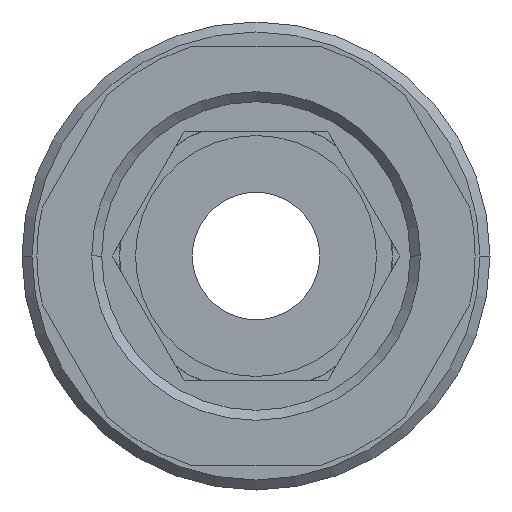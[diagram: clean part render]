
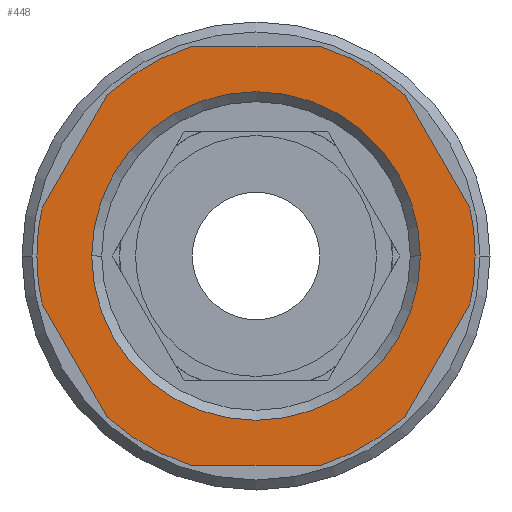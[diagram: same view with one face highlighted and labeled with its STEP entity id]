
A CAD part, front view. The second image highlights one B-rep face of the part: STEP entity #448.
In plain terms, the highlighted planar face has unit normal (0, -1, 0).
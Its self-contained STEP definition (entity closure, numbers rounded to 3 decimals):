
#448=ADVANCED_FACE('',(#931,#932),#933,.T.);
#931=FACE_BOUND('',#1432,.T.);
#932=FACE_OUTER_BOUND('',#1433,.T.);
#933=PLANE('',#1434);
#1432=EDGE_LOOP('',(#2604,#2605));
#1433=EDGE_LOOP('',(#2606,#2607,#2608,#2609,#2610,#2611,#2612,#2613,#2614,#2615,#2616,#2617,#2618,#2619));
#1434=AXIS2_PLACEMENT_3D('',#2620,#2621,#2622);
#2604=ORIENTED_EDGE('',*,*,#3278,.T.);
#2605=ORIENTED_EDGE('',*,*,#3126,.T.);
#2606=ORIENTED_EDGE('',*,*,#3019,.T.);
#2607=ORIENTED_EDGE('',*,*,#2854,.F.);
#2608=ORIENTED_EDGE('',*,*,#3154,.T.);
#2609=ORIENTED_EDGE('',*,*,#3279,.F.);
#2610=ORIENTED_EDGE('',*,*,#2977,.T.);
#2611=ORIENTED_EDGE('',*,*,#3157,.F.);
#2612=ORIENTED_EDGE('',*,*,#2984,.F.);
#2613=ORIENTED_EDGE('',*,*,#3191,.T.);
#2614=ORIENTED_EDGE('',*,*,#3109,.F.);
#2615=ORIENTED_EDGE('',*,*,#3230,.T.);
#2616=ORIENTED_EDGE('',*,*,#3234,.F.);
#2617=ORIENTED_EDGE('',*,*,#3102,.T.);
#2618=ORIENTED_EDGE('',*,*,#3249,.F.);
#2619=ORIENTED_EDGE('',*,*,#3280,.F.);
#2620=CARTESIAN_POINT('',(5.5,0.0,0.0));
#2621=DIRECTION('',(-0.0,-1.0,-0.0));
#2622=DIRECTION('',(-1.0,0.0,0.0));
#2854=EDGE_CURVE('',#3378,#3373,#3380,.T.);
#2977=EDGE_CURVE('',#3586,#3583,#3587,.T.);
#2984=EDGE_CURVE('',#3597,#3592,#3599,.T.);
#3019=EDGE_CURVE('',#3652,#3373,#3653,.T.);
#3102=EDGE_CURVE('',#3760,#3757,#3761,.T.);
#3109=EDGE_CURVE('',#3771,#3766,#3773,.T.);
#3126=EDGE_CURVE('',#3790,#3792,#3794,.T.);
#3154=EDGE_CURVE('',#3378,#3824,#3827,.T.);
#3157=EDGE_CURVE('',#3592,#3583,#3830,.T.);
#3191=EDGE_CURVE('',#3597,#3766,#3869,.T.);
#3230=EDGE_CURVE('',#3771,#3915,#3918,.T.);
#3234=EDGE_CURVE('',#3760,#3915,#3922,.T.);
#3249=EDGE_CURVE('',#3941,#3757,#3943,.T.);
#3278=EDGE_CURVE('',#3792,#3790,#3972,.T.);
#3279=EDGE_CURVE('',#3586,#3824,#3973,.T.);
#3280=EDGE_CURVE('',#3652,#3941,#3974,.T.);
#3373=VERTEX_POINT('',#4125);
#3378=VERTEX_POINT('',#4131);
#3380=CIRCLE('',#4134,11.0);
#3583=VERTEX_POINT('',#4419);
#3586=VERTEX_POINT('',#4423);
#3587=LINE('',#4424,#4425);
#3592=VERTEX_POINT('',#4432);
#3597=VERTEX_POINT('',#4438);
#3599=CIRCLE('',#4441,11.0);
#3652=VERTEX_POINT('',#4542);
#3653=LINE('',#4543,#4544);
#3757=VERTEX_POINT('',#4711);
#3760=VERTEX_POINT('',#4715);
#3761=LINE('',#4716,#4717);
#3766=VERTEX_POINT('',#4724);
#3771=VERTEX_POINT('',#4730);
#3773=CIRCLE('',#4733,11.0);
#3790=VERTEX_POINT('',#4754);
#3792=VERTEX_POINT('',#4757);
#3794=CIRCLE('',#4760,8.25);
#3824=VERTEX_POINT('',#4831);
#3827=LINE('',#4835,#4836);
#3830=CIRCLE('',#4840,11.0);
#3869=LINE('',#4930,#4931);
#3915=VERTEX_POINT('',#4988);
#3918=LINE('',#4992,#4993);
#3922=CIRCLE('',#4998,11.0);
#3941=VERTEX_POINT('',#5030);
#3943=CIRCLE('',#5033,11.0);
#3972=CIRCLE('',#5076,8.25);
#3973=CIRCLE('',#5077,11.0);
#3974=CIRCLE('',#5078,11.0);
#4125=CARTESIAN_POINT('',(-7.454,0.0,-8.089));
#4131=CARTESIAN_POINT('',(-3.279,0.0,-10.5));
#4134=AXIS2_PLACEMENT_3D('',#5167,#5168,#5169);
#4419=CARTESIAN_POINT('',(10.733,0.0,-2.411));
#4423=CARTESIAN_POINT('',(7.454,0.0,-8.089));
#4424=CARTESIAN_POINT('',(9.781,0.0,-4.059));
#4425=VECTOR('',#5390,1.0);
#4432=CARTESIAN_POINT('',(11.0,0.0,0.));
#4438=CARTESIAN_POINT('',(10.733,0.0,2.411));
#4441=AXIS2_PLACEMENT_3D('',#5398,#5399,#5400);
#4542=CARTESIAN_POINT('',(-10.733,0.0,-2.411));
#4543=CARTESIAN_POINT('',(-8.406,0.0,-6.441));
#4544=VECTOR('',#5440,1.0);
#4711=CARTESIAN_POINT('',(-10.733,0.0,2.411));
#4715=CARTESIAN_POINT('',(-7.454,0.0,8.089));
#4716=CARTESIAN_POINT('',(-8.406,0.0,6.441));
#4717=VECTOR('',#5547,1.0);
#4724=CARTESIAN_POINT('',(7.454,0.0,8.089));
#4730=CARTESIAN_POINT('',(3.279,0.0,10.5));
#4733=AXIS2_PLACEMENT_3D('',#5555,#5556,#5557);
#4754=CARTESIAN_POINT('',(8.25,0.0,0.));
#4757=CARTESIAN_POINT('',(-8.25,0.0,0.));
#4760=AXIS2_PLACEMENT_3D('',#5576,#5577,#5578);
#4831=CARTESIAN_POINT('',(3.279,0.0,-10.5));
#4835=CARTESIAN_POINT('',(2.75,0.0,-10.5));
#4836=VECTOR('',#5600,1.0);
#4840=AXIS2_PLACEMENT_3D('',#5602,#5603,#5604);
#4930=CARTESIAN_POINT('',(9.781,0.0,4.059));
#4931=VECTOR('',#5639,1.0);
#4988=CARTESIAN_POINT('',(-3.279,0.0,10.5));
#4992=CARTESIAN_POINT('',(2.75,0.0,10.5));
#4993=VECTOR('',#5685,1.0);
#4998=AXIS2_PLACEMENT_3D('',#5690,#5691,#5692);
#5030=CARTESIAN_POINT('',(-11.0,0.0,0.));
#5033=AXIS2_PLACEMENT_3D('',#5711,#5712,#5713);
#5076=AXIS2_PLACEMENT_3D('',#5738,#5739,#5740);
#5077=AXIS2_PLACEMENT_3D('',#5741,#5742,#5743);
#5078=AXIS2_PLACEMENT_3D('',#5744,#5745,#5746);
#5167=CARTESIAN_POINT('',(0.0,0.0,0.0));
#5168=DIRECTION('',(-0.0,1.0,0.0));
#5169=DIRECTION('',(1.0,0.0,0.0));
#5390=DIRECTION('',(0.5,-0.0,0.866));
#5398=CARTESIAN_POINT('',(0.0,0.0,0.0));
#5399=DIRECTION('',(-0.0,1.0,0.0));
#5400=DIRECTION('',(1.0,0.0,0.0));
#5440=DIRECTION('',(0.5,0.0,-0.866));
#5547=DIRECTION('',(-0.5,0.0,-0.866));
#5555=CARTESIAN_POINT('',(0.0,0.0,0.0));
#5556=DIRECTION('',(-0.0,1.0,0.0));
#5557=DIRECTION('',(1.0,0.0,0.0));
#5576=CARTESIAN_POINT('',(0.0,0.0,0.0));
#5577=DIRECTION('',(-0.0,1.0,0.0));
#5578=DIRECTION('',(1.0,0.0,0.0));
#5600=DIRECTION('',(1.0,-0.0,0.0));
#5602=CARTESIAN_POINT('',(0.0,0.0,0.0));
#5603=DIRECTION('',(-0.0,1.0,0.0));
#5604=DIRECTION('',(1.0,0.0,0.0));
#5639=DIRECTION('',(-0.5,0.0,0.866));
#5685=DIRECTION('',(-1.0,0.0,0.));
#5690=CARTESIAN_POINT('',(0.0,0.0,0.0));
#5691=DIRECTION('',(-0.0,1.0,0.0));
#5692=DIRECTION('',(1.0,0.0,0.0));
#5711=CARTESIAN_POINT('',(0.0,0.0,0.0));
#5712=DIRECTION('',(-0.0,1.0,0.0));
#5713=DIRECTION('',(1.0,0.0,0.0));
#5738=CARTESIAN_POINT('',(0.0,0.0,0.0));
#5739=DIRECTION('',(-0.0,1.0,0.0));
#5740=DIRECTION('',(1.0,0.0,0.0));
#5741=CARTESIAN_POINT('',(0.0,0.0,0.0));
#5742=DIRECTION('',(-0.0,1.0,0.0));
#5743=DIRECTION('',(1.0,0.0,0.0));
#5744=CARTESIAN_POINT('',(0.0,0.0,0.0));
#5745=DIRECTION('',(-0.0,1.0,0.0));
#5746=DIRECTION('',(1.0,0.0,0.0));
